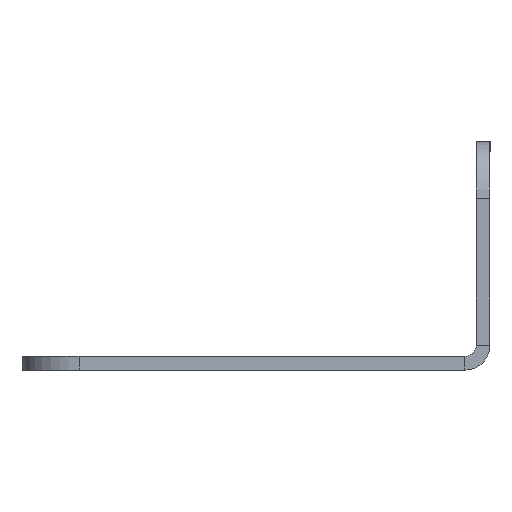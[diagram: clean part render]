
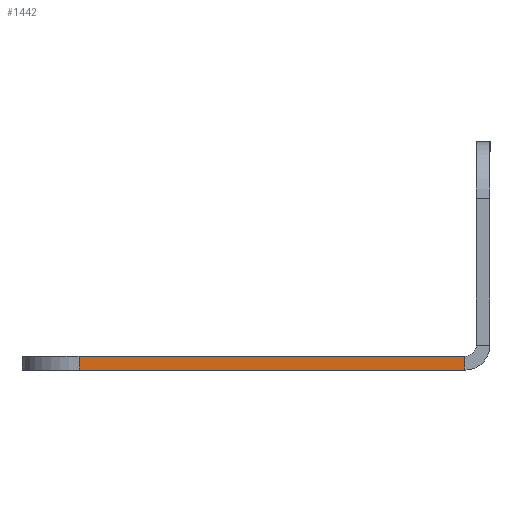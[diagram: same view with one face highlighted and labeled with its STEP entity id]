
A CAD part, left-side view. The second image highlights one B-rep face of the part: STEP entity #1442.
In plain terms, the highlighted planar face has unit normal (-1, 0, 0).
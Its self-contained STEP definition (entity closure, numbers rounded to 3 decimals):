
#69 = CARTESIAN_POINT ( 'NONE',  ( -186.5, -19.4, -1.2 ) ) ;
#90 = ORIENTED_EDGE ( 'NONE', *, *, #702, .T. ) ;
#173 = DIRECTION ( 'NONE',  ( 0., -1., 0. ) ) ;
#178 = CARTESIAN_POINT ( 'NONE',  ( -186.5, -19.4, 0. ) ) ;
#276 = VERTEX_POINT ( 'NONE', #433 ) ;
#345 = EDGE_CURVE ( 'NONE', #1149, #1448, #1240, .T. ) ;
#375 = DIRECTION ( 'NONE',  ( 0., 0., -1. ) ) ;
#408 = PLANE ( 'NONE',  #1587 ) ;
#422 = FACE_OUTER_BOUND ( 'NONE', #1953, .T. ) ;
#433 = CARTESIAN_POINT ( 'NONE',  ( -186.5, 14.4, 0. ) ) ;
#435 = VECTOR ( 'NONE', #610, 1000. ) ;
#477 = VECTOR ( 'NONE', #173, 1000. ) ;
#528 = VECTOR ( 'NONE', #375, 1000. ) ;
#610 = DIRECTION ( 'NONE',  ( 0., -1., 0. ) ) ;
#658 = VERTEX_POINT ( 'NONE', #178 ) ;
#702 = EDGE_CURVE ( 'NONE', #276, #1149, #995, .T. ) ;
#753 = LINE ( 'NONE', #2193, #1096 ) ;
#943 = DIRECTION ( 'NONE',  ( -1., 0., 0. ) ) ;
#995 = LINE ( 'NONE', #1062, #528 ) ;
#1061 = EDGE_CURVE ( 'NONE', #1448, #658, #753, .T. ) ;
#1062 = CARTESIAN_POINT ( 'NONE',  ( -186.5, 14.4, -1.2 ) ) ;
#1096 = VECTOR ( 'NONE', #1671, 1000. ) ;
#1149 = VERTEX_POINT ( 'NONE', #2287 ) ;
#1225 = CARTESIAN_POINT ( 'NONE',  ( -186.5, 19.4, 0. ) ) ;
#1233 = ORIENTED_EDGE ( 'NONE', *, *, #345, .T. ) ;
#1240 = LINE ( 'NONE', #1665, #435 ) ;
#1311 = EDGE_CURVE ( 'NONE', #276, #658, #1767, .T. ) ;
#1442 = ADVANCED_FACE ( 'NONE', ( #422 ), #408, .T. ) ;
#1448 = VERTEX_POINT ( 'NONE', #69 ) ;
#1587 = AXIS2_PLACEMENT_3D ( 'NONE', #2187, #943, #2175 ) ;
#1665 = CARTESIAN_POINT ( 'NONE',  ( -186.5, 19.4, -1.2 ) ) ;
#1671 = DIRECTION ( 'NONE',  ( 0., 0., 1. ) ) ;
#1767 = LINE ( 'NONE', #1225, #477 ) ;
#1953 = EDGE_LOOP ( 'NONE', ( #2252, #90, #1233, #2174 ) ) ;
#2174 = ORIENTED_EDGE ( 'NONE', *, *, #1061, .T. ) ;
#2175 = DIRECTION ( 'NONE',  ( 0., 0., 1. ) ) ;
#2187 = CARTESIAN_POINT ( 'NONE',  ( -186.5, 19.4, -1.2 ) ) ;
#2193 = CARTESIAN_POINT ( 'NONE',  ( -186.5, -19.4, -1.2 ) ) ;
#2252 = ORIENTED_EDGE ( 'NONE', *, *, #1311, .F. ) ;
#2287 = CARTESIAN_POINT ( 'NONE',  ( -186.5, 14.4, -1.2 ) ) ;
